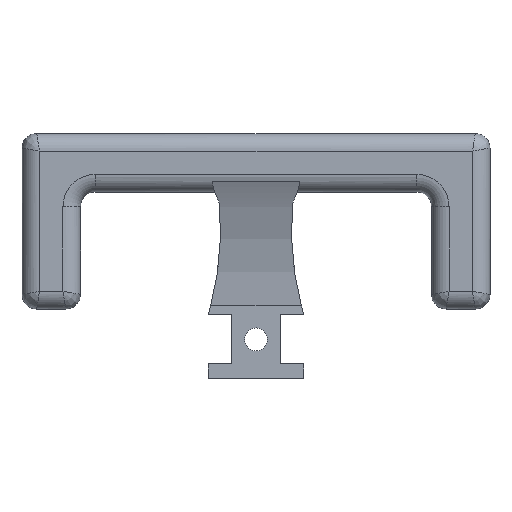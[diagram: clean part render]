
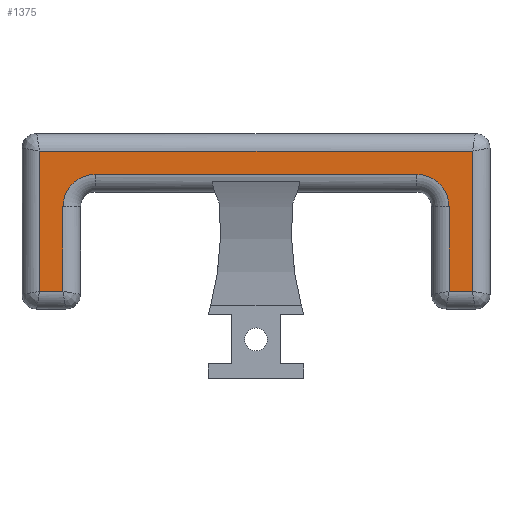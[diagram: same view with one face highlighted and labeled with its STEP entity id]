
A CAD part, top view. The second image highlights one B-rep face of the part: STEP entity #1375.
In plain terms, the highlighted planar face has unit normal (0, 0, 1).
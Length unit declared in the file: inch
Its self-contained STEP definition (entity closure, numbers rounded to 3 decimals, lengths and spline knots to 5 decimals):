
#108=CIRCLE('',#1518,0.55);
#112=CIRCLE('',#1525,0.55);
#219=FACE_OUTER_BOUND('',#306,.T.);
#306=EDGE_LOOP('',(#1170,#1171,#1172,#1173,#1174,#1175,#1176,#1177,#1178,
#1179));
#407=LINE('',#2928,#523);
#408=LINE('',#2931,#524);
#410=LINE('',#2948,#526);
#411=LINE('',#2958,#527);
#412=LINE('',#2960,#528);
#413=LINE('',#2962,#529);
#414=LINE('',#2964,#530);
#415=LINE('',#2966,#531);
#523=VECTOR('',#1863,0.3937);
#524=VECTOR('',#1866,0.3937);
#526=VECTOR('',#1878,0.3937);
#527=VECTOR('',#1881,0.3937);
#528=VECTOR('',#1884,0.3937);
#529=VECTOR('',#1887,0.3937);
#530=VECTOR('',#1890,0.3937);
#531=VECTOR('',#1893,0.3937);
#651=VERTEX_POINT('',#2645);
#652=VERTEX_POINT('',#2702);
#653=VERTEX_POINT('',#2753);
#654=VERTEX_POINT('',#2804);
#655=VERTEX_POINT('',#2861);
#656=VERTEX_POINT('',#2918);
#657=VERTEX_POINT('',#2922);
#658=VERTEX_POINT('',#2924);
#659=VERTEX_POINT('',#2930);
#660=VERTEX_POINT('',#2934);
#828=EDGE_CURVE('',#657,#658,#108,.T.);
#830=EDGE_CURVE('',#658,#656,#407,.T.);
#831=EDGE_CURVE('',#651,#659,#408,.T.);
#834=EDGE_CURVE('',#659,#660,#112,.T.);
#837=EDGE_CURVE('',#660,#657,#410,.T.);
#839=EDGE_CURVE('',#656,#655,#411,.T.);
#840=EDGE_CURVE('',#655,#654,#412,.T.);
#841=EDGE_CURVE('',#654,#653,#413,.T.);
#842=EDGE_CURVE('',#653,#652,#414,.T.);
#843=EDGE_CURVE('',#652,#651,#415,.T.);
#1170=ORIENTED_EDGE('',*,*,#831,.F.);
#1171=ORIENTED_EDGE('',*,*,#843,.F.);
#1172=ORIENTED_EDGE('',*,*,#842,.F.);
#1173=ORIENTED_EDGE('',*,*,#841,.F.);
#1174=ORIENTED_EDGE('',*,*,#840,.F.);
#1175=ORIENTED_EDGE('',*,*,#839,.F.);
#1176=ORIENTED_EDGE('',*,*,#830,.F.);
#1177=ORIENTED_EDGE('',*,*,#828,.F.);
#1178=ORIENTED_EDGE('',*,*,#837,.F.);
#1179=ORIENTED_EDGE('',*,*,#834,.F.);
#1297=PLANE('',#1533);
#1375=ADVANCED_FACE('',(#219),#1297,.T.);
#1518=AXIS2_PLACEMENT_3D('',#2925,#1857,#1858);
#1525=AXIS2_PLACEMENT_3D('',#2936,#1873,#1874);
#1533=AXIS2_PLACEMENT_3D('',#2969,#1897,#1898);
#1857=DIRECTION('center_axis',(0.,0.,1.));
#1858=DIRECTION('ref_axis',(-0.707,0.707,0.));
#1863=DIRECTION('',(0.,-1.,0.));
#1866=DIRECTION('',(0.,1.,0.));
#1873=DIRECTION('center_axis',(0.,0.,1.));
#1874=DIRECTION('ref_axis',(0.707,0.707,0.));
#1878=DIRECTION('',(-1.,0.,0.));
#1881=DIRECTION('',(-1.,0.,0.));
#1884=DIRECTION('',(0.,1.,0.));
#1887=DIRECTION('',(1.,0.,0.));
#1890=DIRECTION('',(0.,-1.,0.));
#1893=DIRECTION('',(-1.,0.,0.));
#1897=DIRECTION('center_axis',(0.,0.,1.));
#1898=DIRECTION('ref_axis',(1.,0.,0.));
#2645=CARTESIAN_POINT('',(3.3,0.82024,0.8937));
#2702=CARTESIAN_POINT('',(3.7,0.82024,0.8937));
#2753=CARTESIAN_POINT('',(3.7,3.22024,0.8937));
#2804=CARTESIAN_POINT('',(-3.7,3.22024,0.8937));
#2861=CARTESIAN_POINT('',(-3.7,0.82024,0.8937));
#2918=CARTESIAN_POINT('',(-3.3,0.82024,0.8937));
#2922=CARTESIAN_POINT('',(-2.75,2.82024,0.8937));
#2924=CARTESIAN_POINT('',(-3.3,2.27024,0.8937));
#2925=CARTESIAN_POINT('Origin',(-2.75,2.27024,0.8937));
#2928=CARTESIAN_POINT('',(-3.3,2.27024,0.8937));
#2930=CARTESIAN_POINT('',(3.3,2.27024,0.8937));
#2931=CARTESIAN_POINT('',(3.3,1.27024,0.8937));
#2934=CARTESIAN_POINT('',(2.75,2.82024,0.8937));
#2936=CARTESIAN_POINT('Origin',(2.75,2.27024,0.8937));
#2948=CARTESIAN_POINT('',(1.5,2.82024,0.8937));
#2958=CARTESIAN_POINT('',(-1.5,0.82024,0.8937));
#2960=CARTESIAN_POINT('',(-3.7,1.27024,0.8937));
#2962=CARTESIAN_POINT('',(-2.,3.22024,0.8937));
#2964=CARTESIAN_POINT('',(3.7,2.77024,0.8937));
#2966=CARTESIAN_POINT('',(2.,0.82024,0.8937));
#2969=CARTESIAN_POINT('Origin',(0.,2.02024,
0.8937));
